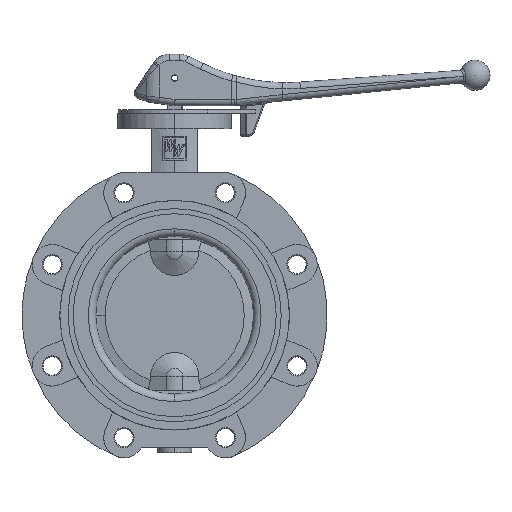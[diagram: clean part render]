
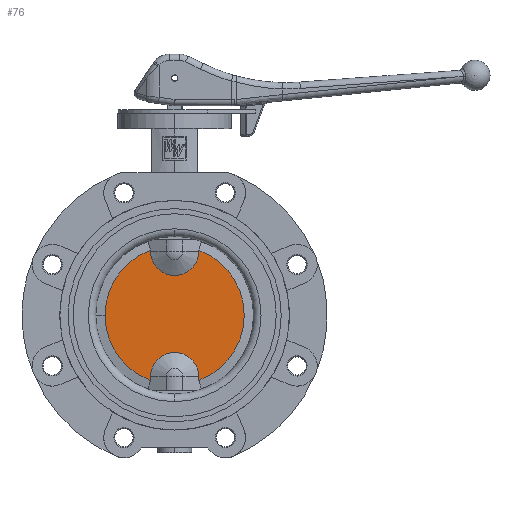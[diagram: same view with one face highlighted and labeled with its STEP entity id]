
A CAD part, top view. The second image highlights one B-rep face of the part: STEP entity #76.
In plain terms, the highlighted planar face has unit normal (0, 0, 1).
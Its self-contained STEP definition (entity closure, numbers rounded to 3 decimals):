
#76 = ADVANCED_FACE ( 'NONE', ( #15173 ), #22547, .F. ) ;
#185 = CARTESIAN_POINT ( 'NONE',  ( 19.072, 0., 4. ) ) ;
#441 = CARTESIAN_POINT ( 'NONE',  ( 0., -48.5, 4. ) ) ;
#494 = ORIENTED_EDGE ( 'NONE', *, *, #23494, .F. ) ;
#784 = EDGE_CURVE ( 'NONE', #20585, #21989, #20353, .T. ) ;
#853 = EDGE_CURVE ( 'NONE', #6258, #18491, #25243, .T. ) ;
#1272 = EDGE_CURVE ( 'NONE', #2219, #4297, #15102, .T. ) ;
#2219 = VERTEX_POINT ( 'NONE', #17034 ) ;
#3622 = ORIENTED_EDGE ( 'NONE', *, *, #1272, .T. ) ;
#3837 = VERTEX_POINT ( 'NONE', #26301 ) ;
#4297 = VERTEX_POINT ( 'NONE', #17707 ) ;
#4676 = CARTESIAN_POINT ( 'NONE',  ( 19.072, 51.739, 4. ) ) ;
#4713 = DIRECTION ( 'NONE',  ( -1., 0., 0. ) ) ;
#4978 = VECTOR ( 'NONE', #17535, 1000. ) ;
#5100 = ORIENTED_EDGE ( 'NONE', *, *, #14944, .T. ) ;
#6258 = VERTEX_POINT ( 'NONE', #16204 ) ;
#6524 = ORIENTED_EDGE ( 'NONE', *, *, #784, .T. ) ;
#6560 = ORIENTED_EDGE ( 'NONE', *, *, #24389, .T. ) ;
#6565 = DIRECTION ( 'NONE',  ( 0., 0., 1. ) ) ;
#6629 = ORIENTED_EDGE ( 'NONE', *, *, #23457, .F. ) ;
#6707 = DIRECTION ( 'NONE',  ( 0., 0., 1. ) ) ;
#7643 = VECTOR ( 'NONE', #8240, 1000. ) ;
#7817 = CARTESIAN_POINT ( 'NONE',  ( 0., 0., 4. ) ) ;
#8026 = CIRCLE ( 'NONE', #10078, 19.072 ) ;
#8240 = DIRECTION ( 'NONE',  ( 0., 1., 0. ) ) ;
#8275 = CARTESIAN_POINT ( 'NONE',  ( 19.072, 50.5, 4. ) ) ;
#9639 = AXIS2_PLACEMENT_3D ( 'NONE', #26498, #26410, #26322 ) ;
#9832 = DIRECTION ( 'NONE',  ( 1., 0., 0. ) ) ;
#10061 = DIRECTION ( 'NONE',  ( 0., 1., 0. ) ) ;
#10078 = AXIS2_PLACEMENT_3D ( 'NONE', #441, #6707, #4713 ) ;
#10119 = AXIS2_PLACEMENT_3D ( 'NONE', #10846, #6565, #14895 ) ;
#10828 = LINE ( 'NONE', #19288, #4978 ) ;
#10846 = CARTESIAN_POINT ( 'NONE',  ( 0., 0., 4. ) ) ;
#10887 = VECTOR ( 'NONE', #16811, 1000. ) ;
#10919 = DIRECTION ( 'NONE',  ( -1., 0., 0. ) ) ;
#11380 = CIRCLE ( 'NONE', #26214, 55.142 ) ;
#12507 = LINE ( 'NONE', #185, #10887 ) ;
#12569 = AXIS2_PLACEMENT_3D ( 'NONE', #22643, #24627, #16595 ) ;
#12866 = VERTEX_POINT ( 'NONE', #4676 ) ;
#13174 = CARTESIAN_POINT ( 'NONE',  ( -19.072, -51.739, 4. ) ) ;
#13754 = EDGE_CURVE ( 'NONE', #18491, #21989, #8026, .T. ) ;
#14895 = DIRECTION ( 'NONE',  ( 1., 0., 0. ) ) ;
#14944 = EDGE_CURVE ( 'NONE', #6258, #12866, #25525, .T. ) ;
#15102 = CIRCLE ( 'NONE', #9639, 55.142 ) ;
#15173 = FACE_OUTER_BOUND ( 'NONE', #22156, .T. ) ;
#16204 = CARTESIAN_POINT ( 'NONE',  ( 19.072, -51.739, 4. ) ) ;
#16595 = DIRECTION ( 'NONE',  ( -1., 0., 0. ) ) ;
#16811 = DIRECTION ( 'NONE',  ( 0., 1., 0. ) ) ;
#17034 = CARTESIAN_POINT ( 'NONE',  ( -19.072, 51.739, 4. ) ) ;
#17535 = DIRECTION ( 'NONE',  ( 0., 1., 0. ) ) ;
#17707 = CARTESIAN_POINT ( 'NONE',  ( -55.142, 0., 4. ) ) ;
#18399 = EDGE_CURVE ( 'NONE', #4297, #20585, #11380, .T. ) ;
#18491 = VERTEX_POINT ( 'NONE', #22499 ) ;
#18609 = VERTEX_POINT ( 'NONE', #8275 ) ;
#19026 = CIRCLE ( 'NONE', #25530, 19.072 ) ;
#19214 = ORIENTED_EDGE ( 'NONE', *, *, #13754, .F. ) ;
#19288 = CARTESIAN_POINT ( 'NONE',  ( -19.072, 0., 4. ) ) ;
#19545 = DIRECTION ( 'NONE',  ( 0., 0., 1. ) ) ;
#20209 = DIRECTION ( 'NONE',  ( 0., 0., 1. ) ) ;
#20353 = LINE ( 'NONE', #22552, #26515 ) ;
#20502 = CARTESIAN_POINT ( 'NONE',  ( -19.072, -48.5, 4. ) ) ;
#20585 = VERTEX_POINT ( 'NONE', #13174 ) ;
#20725 = CARTESIAN_POINT ( 'NONE',  ( 19.072, 0., 4. ) ) ;
#20792 = ORIENTED_EDGE ( 'NONE', *, *, #18399, .T. ) ;
#21989 = VERTEX_POINT ( 'NONE', #20502 ) ;
#22156 = EDGE_LOOP ( 'NONE', ( #25999, #5100, #6629, #494, #6560, #3622, #20792, #6524, #19214 ) ) ;
#22499 = CARTESIAN_POINT ( 'NONE',  ( 19.072, -48.5, 4. ) ) ;
#22547 = PLANE ( 'NONE',  #12569 ) ;
#22552 = CARTESIAN_POINT ( 'NONE',  ( -19.072, 0., 4. ) ) ;
#22643 = CARTESIAN_POINT ( 'NONE',  ( -55.142, 0., 4. ) ) ;
#23457 = EDGE_CURVE ( 'NONE', #18609, #12866, #12507, .T. ) ;
#23494 = EDGE_CURVE ( 'NONE', #3837, #18609, #19026, .T. ) ;
#23668 = CARTESIAN_POINT ( 'NONE',  ( 0., 50.5, 4. ) ) ;
#24389 = EDGE_CURVE ( 'NONE', #3837, #2219, #10828, .T. ) ;
#24627 = DIRECTION ( 'NONE',  ( 0., 0., -1. ) ) ;
#25243 = LINE ( 'NONE', #20725, #7643 ) ;
#25525 = CIRCLE ( 'NONE', #10119, 55.142 ) ;
#25530 = AXIS2_PLACEMENT_3D ( 'NONE', #23668, #19545, #10919 ) ;
#25999 = ORIENTED_EDGE ( 'NONE', *, *, #853, .F. ) ;
#26214 = AXIS2_PLACEMENT_3D ( 'NONE', #7817, #20209, #9832 ) ;
#26301 = CARTESIAN_POINT ( 'NONE',  ( -19.072, 50.5, 4. ) ) ;
#26322 = DIRECTION ( 'NONE',  ( 1., 0., 0. ) ) ;
#26410 = DIRECTION ( 'NONE',  ( 0., 0., 1. ) ) ;
#26498 = CARTESIAN_POINT ( 'NONE',  ( 0., 0., 4. ) ) ;
#26515 = VECTOR ( 'NONE', #10061, 1000. ) ;
